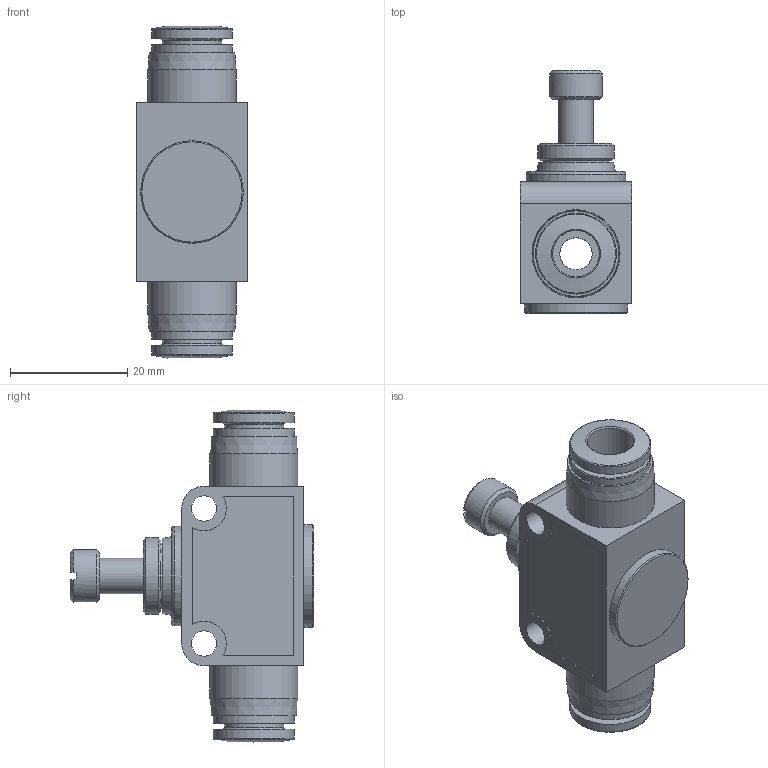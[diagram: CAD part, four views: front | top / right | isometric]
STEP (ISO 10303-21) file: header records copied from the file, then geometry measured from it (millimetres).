
FILE_DESCRIPTION(/* description */ ('STEP AP214'),/* implementation_level */ '2;1');
FILE_NAME(/* name */ '534683_GR-QB-5_16-U',/* time_stamp */ '2024-08-28T22:45:44+02:00',/* author */ ('License CC BY-ND 4.0'),/* organization */ ('CADENAS'),/* preprocessor_version */ 'ST-DEVELOPER v19.3',/* originating_system */ 'PARTsolutions',/* authorisation */ ' ');
FILE_SCHEMA (('AUTOMOTIVE_DESIGN {1 0 10303 214 3 1 1}'));
Length unit declared in the file: millimetre
Products named in the file (1): 534683 GR-QB-5/16-U---(41.5)
Bounding box: 19 x 41.5 x 56.56 mm (x, y, z)
Volume: 15041.9 mm3; surface area: 6969.4 mm2
Topology: 1 solids, 1 shells, 80 faces, 168 edges, 107 vertices
Faces by surface type: plane 35, cylinder 25, cone 13, torus 7
Full cylindrical faces by diameter (mm): 4.3 x2, 5.5 x1, 6 x1, 7.938 x2, 9 x1, 9.938 x2, 11.304 x1, 13 x1, 13.8 x4, 15 x2, 17 x1, 17.5 x1
Entity records: 2516 total; most frequent: DIRECTION 356, CARTESIAN_POINT 321, ORIENTED_EDGE 252, AXIS2_PLACEMENT_3D 153, EDGE_LOOP 140, FACE_BOUND 140, EDGE_CURVE 126, VERTEX_POINT 102
